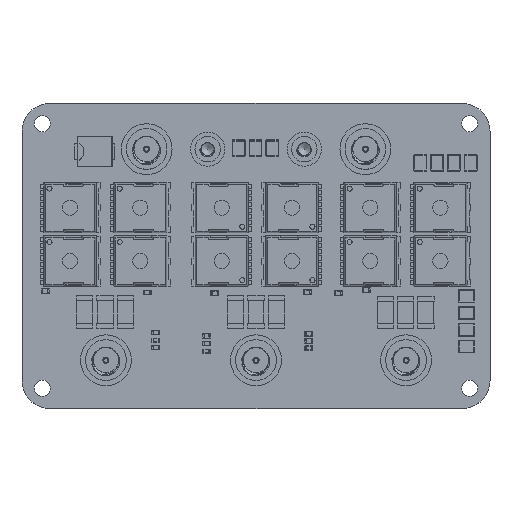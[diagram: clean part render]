
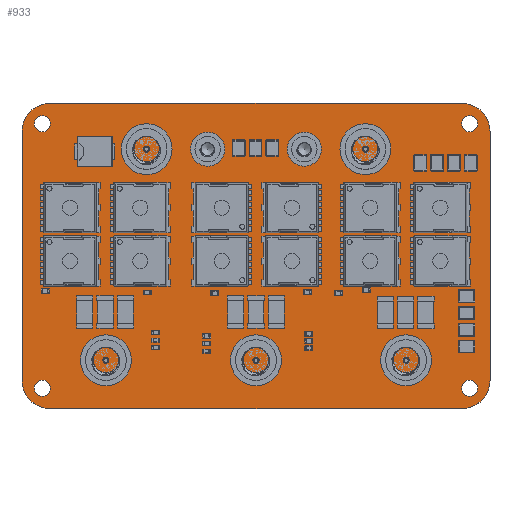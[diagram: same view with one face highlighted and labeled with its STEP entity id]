
A CAD part, top view. The second image highlights one B-rep face of the part: STEP entity #933.
In plain terms, the highlighted planar face has unit normal (0, 0, 1).
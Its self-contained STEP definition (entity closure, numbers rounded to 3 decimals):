
#272 = VERTEX_POINT('',#273);
#273 = CARTESIAN_POINT('',(0.,5.5,1.642));
#279 = EDGE_CURVE('',#272,#280,#282,.T.);
#280 = VERTEX_POINT('',#281);
#281 = CARTESIAN_POINT('',(5.5,0.,1.642));
#282 = CIRCLE('',#283,5.5);
#283 = AXIS2_PLACEMENT_3D('',#284,#285,#286);
#284 = CARTESIAN_POINT('',(5.5,5.5,1.642));
#285 = DIRECTION('',(0.,0.,1.));
#286 = DIRECTION('',(-1.,0.,0.));
#312 = EDGE_CURVE('',#280,#313,#315,.T.);
#313 = VERTEX_POINT('',#314);
#314 = CARTESIAN_POINT('',(86.5,0.,1.642));
#315 = LINE('',#316,#317);
#316 = CARTESIAN_POINT('',(5.5,0.,1.642));
#317 = VECTOR('',#318,1.);
#318 = DIRECTION('',(1.,0.,0.));
#343 = EDGE_CURVE('',#313,#344,#346,.T.);
#344 = VERTEX_POINT('',#345);
#345 = CARTESIAN_POINT('',(92.,5.5,1.642));
#346 = CIRCLE('',#347,5.5);
#347 = AXIS2_PLACEMENT_3D('',#348,#349,#350);
#348 = CARTESIAN_POINT('',(86.5,5.5,1.642));
#349 = DIRECTION('',(0.,0.,1.));
#350 = DIRECTION('',(0.,-1.,0.));
#376 = EDGE_CURVE('',#344,#377,#379,.T.);
#377 = VERTEX_POINT('',#378);
#378 = CARTESIAN_POINT('',(92.,54.5,1.642));
#379 = LINE('',#380,#381);
#380 = CARTESIAN_POINT('',(92.,5.5,1.642));
#381 = VECTOR('',#382,1.);
#382 = DIRECTION('',(0.,1.,0.));
#407 = EDGE_CURVE('',#377,#408,#410,.T.);
#408 = VERTEX_POINT('',#409);
#409 = CARTESIAN_POINT('',(86.5,60.,1.642));
#410 = CIRCLE('',#411,5.5);
#411 = AXIS2_PLACEMENT_3D('',#412,#413,#414);
#412 = CARTESIAN_POINT('',(86.5,54.5,1.642));
#413 = DIRECTION('',(0.,0.,1.));
#414 = DIRECTION('',(1.,0.,-0.));
#440 = EDGE_CURVE('',#408,#441,#443,.T.);
#441 = VERTEX_POINT('',#442);
#442 = CARTESIAN_POINT('',(5.5,60.,1.642));
#443 = LINE('',#444,#445);
#444 = CARTESIAN_POINT('',(86.5,60.,1.642));
#445 = VECTOR('',#446,1.);
#446 = DIRECTION('',(-1.,0.,0.));
#471 = EDGE_CURVE('',#441,#472,#474,.T.);
#472 = VERTEX_POINT('',#473);
#473 = CARTESIAN_POINT('',(0.,54.5,1.642));
#474 = CIRCLE('',#475,5.5);
#475 = AXIS2_PLACEMENT_3D('',#476,#477,#478);
#476 = CARTESIAN_POINT('',(5.5,54.5,1.642));
#477 = DIRECTION('',(0.,0.,1.));
#478 = DIRECTION('',(0.,1.,0.));
#504 = EDGE_CURVE('',#472,#272,#505,.T.);
#505 = LINE('',#506,#507);
#506 = CARTESIAN_POINT('',(0.,54.5,1.642));
#507 = VECTOR('',#508,1.);
#508 = DIRECTION('',(0.,-1.,0.));
#528 = VERTEX_POINT('',#529);
#529 = CARTESIAN_POINT('',(5.6,4.,1.642));
#535 = EDGE_CURVE('',#528,#528,#536,.T.);
#536 = CIRCLE('',#537,1.6);
#537 = AXIS2_PLACEMENT_3D('',#538,#539,#540);
#538 = CARTESIAN_POINT('',(4.,4.,1.642));
#539 = DIRECTION('',(0.,0.,1.));
#540 = DIRECTION('',(1.,0.,-0.));
#561 = VERTEX_POINT('',#562);
#562 = CARTESIAN_POINT('',(17.1,9.5,1.642));
#568 = EDGE_CURVE('',#561,#561,#569,.T.);
#569 = CIRCLE('',#570,0.6);
#570 = AXIS2_PLACEMENT_3D('',#571,#572,#573);
#571 = CARTESIAN_POINT('',(16.5,9.5,1.642));
#572 = DIRECTION('',(0.,0.,1.));
#573 = DIRECTION('',(1.,0.,-0.));
#594 = VERTEX_POINT('',#595);
#595 = CARTESIAN_POINT('',(5.6,56.,1.642));
#601 = EDGE_CURVE('',#594,#594,#602,.T.);
#602 = CIRCLE('',#603,1.6);
#603 = AXIS2_PLACEMENT_3D('',#604,#605,#606);
#604 = CARTESIAN_POINT('',(4.,56.,1.642));
#605 = DIRECTION('',(0.,0.,1.));
#606 = DIRECTION('',(1.,0.,-0.));
#627 = VERTEX_POINT('',#628);
#628 = CARTESIAN_POINT('',(37.1,51.,1.642));
#634 = EDGE_CURVE('',#627,#627,#635,.T.);
#635 = CIRCLE('',#636,0.6);
#636 = AXIS2_PLACEMENT_3D('',#637,#638,#639);
#637 = CARTESIAN_POINT('',(36.5,51.,1.642));
#638 = DIRECTION('',(0.,0.,1.));
#639 = DIRECTION('',(1.,0.,-0.));
#660 = VERTEX_POINT('',#661);
#661 = CARTESIAN_POINT('',(25.1,51.,1.642));
#667 = EDGE_CURVE('',#660,#660,#668,.T.);
#668 = CIRCLE('',#669,0.6);
#669 = AXIS2_PLACEMENT_3D('',#670,#671,#672);
#670 = CARTESIAN_POINT('',(24.5,51.,1.642));
#671 = DIRECTION('',(0.,0.,1.));
#672 = DIRECTION('',(1.,0.,-0.));
#693 = VERTEX_POINT('',#694);
#694 = CARTESIAN_POINT('',(46.6,9.5,1.642));
#700 = EDGE_CURVE('',#693,#693,#701,.T.);
#701 = CIRCLE('',#702,0.6);
#702 = AXIS2_PLACEMENT_3D('',#703,#704,#705);
#703 = CARTESIAN_POINT('',(46.,9.5,1.642));
#704 = DIRECTION('',(0.,0.,1.));
#705 = DIRECTION('',(1.,0.,-0.));
#726 = VERTEX_POINT('',#727);
#727 = CARTESIAN_POINT('',(89.6,4.,1.642));
#733 = EDGE_CURVE('',#726,#726,#734,.T.);
#734 = CIRCLE('',#735,1.6);
#735 = AXIS2_PLACEMENT_3D('',#736,#737,#738);
#736 = CARTESIAN_POINT('',(88.,4.,1.642));
#737 = DIRECTION('',(0.,0.,1.));
#738 = DIRECTION('',(1.,0.,-0.));
#759 = VERTEX_POINT('',#760);
#760 = CARTESIAN_POINT('',(76.1,9.5,1.642));
#766 = EDGE_CURVE('',#759,#759,#767,.T.);
#767 = CIRCLE('',#768,0.6);
#768 = AXIS2_PLACEMENT_3D('',#769,#770,#771);
#769 = CARTESIAN_POINT('',(75.5,9.5,1.642));
#770 = DIRECTION('',(0.,0.,1.));
#771 = DIRECTION('',(1.,0.,-0.));
#792 = VERTEX_POINT('',#793);
#793 = CARTESIAN_POINT('',(56.1,51.,1.642));
#799 = EDGE_CURVE('',#792,#792,#800,.T.);
#800 = CIRCLE('',#801,0.6);
#801 = AXIS2_PLACEMENT_3D('',#802,#803,#804);
#802 = CARTESIAN_POINT('',(55.5,51.,1.642));
#803 = DIRECTION('',(0.,0.,1.));
#804 = DIRECTION('',(1.,0.,-0.));
#825 = VERTEX_POINT('',#826);
#826 = CARTESIAN_POINT('',(68.1,51.,1.642));
#832 = EDGE_CURVE('',#825,#825,#833,.T.);
#833 = CIRCLE('',#834,0.6);
#834 = AXIS2_PLACEMENT_3D('',#835,#836,#837);
#835 = CARTESIAN_POINT('',(67.5,51.,1.642));
#836 = DIRECTION('',(0.,0.,1.));
#837 = DIRECTION('',(1.,0.,-0.));
#858 = VERTEX_POINT('',#859);
#859 = CARTESIAN_POINT('',(89.6,56.,1.642));
#865 = EDGE_CURVE('',#858,#858,#866,.T.);
#866 = CIRCLE('',#867,1.6);
#867 = AXIS2_PLACEMENT_3D('',#868,#869,#870);
#868 = CARTESIAN_POINT('',(88.,56.,1.642));
#869 = DIRECTION('',(0.,0.,1.));
#870 = DIRECTION('',(1.,0.,-0.));
#933 = ADVANCED_FACE('',(#934,#944,#947,#950,#953,#956,#959,#962,#965,
    #968,#971,#974),#977,.T.);
#934 = FACE_BOUND('',#935,.T.);
#935 = EDGE_LOOP('',(#936,#937,#938,#939,#940,#941,#942,#943));
#936 = ORIENTED_EDGE('',*,*,#279,.T.);
#937 = ORIENTED_EDGE('',*,*,#312,.T.);
#938 = ORIENTED_EDGE('',*,*,#343,.T.);
#939 = ORIENTED_EDGE('',*,*,#376,.T.);
#940 = ORIENTED_EDGE('',*,*,#407,.T.);
#941 = ORIENTED_EDGE('',*,*,#440,.T.);
#942 = ORIENTED_EDGE('',*,*,#471,.T.);
#943 = ORIENTED_EDGE('',*,*,#504,.T.);
#944 = FACE_BOUND('',#945,.F.);
#945 = EDGE_LOOP('',(#946));
#946 = ORIENTED_EDGE('',*,*,#535,.T.);
#947 = FACE_BOUND('',#948,.F.);
#948 = EDGE_LOOP('',(#949));
#949 = ORIENTED_EDGE('',*,*,#568,.T.);
#950 = FACE_BOUND('',#951,.F.);
#951 = EDGE_LOOP('',(#952));
#952 = ORIENTED_EDGE('',*,*,#601,.T.);
#953 = FACE_BOUND('',#954,.F.);
#954 = EDGE_LOOP('',(#955));
#955 = ORIENTED_EDGE('',*,*,#634,.T.);
#956 = FACE_BOUND('',#957,.F.);
#957 = EDGE_LOOP('',(#958));
#958 = ORIENTED_EDGE('',*,*,#667,.T.);
#959 = FACE_BOUND('',#960,.F.);
#960 = EDGE_LOOP('',(#961));
#961 = ORIENTED_EDGE('',*,*,#700,.T.);
#962 = FACE_BOUND('',#963,.F.);
#963 = EDGE_LOOP('',(#964));
#964 = ORIENTED_EDGE('',*,*,#733,.T.);
#965 = FACE_BOUND('',#966,.F.);
#966 = EDGE_LOOP('',(#967));
#967 = ORIENTED_EDGE('',*,*,#766,.T.);
#968 = FACE_BOUND('',#969,.F.);
#969 = EDGE_LOOP('',(#970));
#970 = ORIENTED_EDGE('',*,*,#799,.T.);
#971 = FACE_BOUND('',#972,.F.);
#972 = EDGE_LOOP('',(#973));
#973 = ORIENTED_EDGE('',*,*,#832,.T.);
#974 = FACE_BOUND('',#975,.F.);
#975 = EDGE_LOOP('',(#976));
#976 = ORIENTED_EDGE('',*,*,#865,.T.);
#977 = PLANE('',#978);
#978 = AXIS2_PLACEMENT_3D('',#979,#980,#981);
#979 = CARTESIAN_POINT('',(46.,30.,1.642));
#980 = DIRECTION('',(0.,0.,1.));
#981 = DIRECTION('',(1.,0.,-0.));
